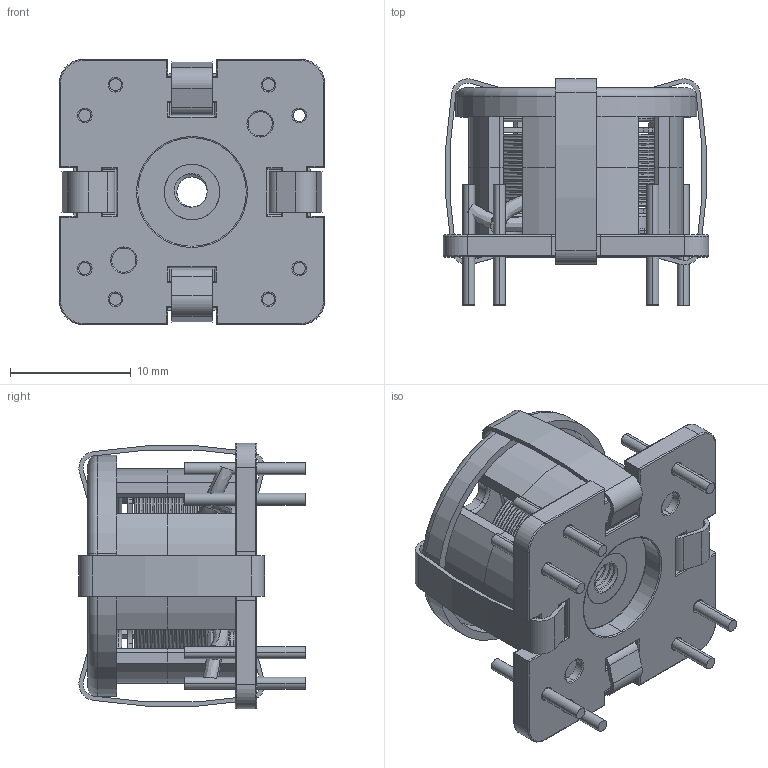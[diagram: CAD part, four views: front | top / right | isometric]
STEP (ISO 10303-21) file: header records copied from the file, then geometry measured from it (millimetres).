
FILE_DESCRIPTION (( 'STEP AP214' ), '1' );
FILE_NAME ('VTX-IND1.STEP', '2025-03-09T16:51:45', ( '' ), ( '' ), 'SwSTEP 2.0', 'SolidWorks 2024', '' );
FILE_SCHEMA (( 'AUTOMOTIVE_DESIGN' ));
Length unit declared in the file: millimetre
Products named in the file (16): VTX-IND1 Wire Green; VTX-IND1 Bottom Core; BB010; VTX-IND1 Board; VTX-IND1 Wire Orange; VTX-IND1 Wire White; VTX-IND1 Top Lid; VTX-IND1 Wire Red; VTX-IND1 Wire Grey; VTX-IND1; VTX-IND1 Top Core; VTX-IND1 Coil; VTX-IND1 Pin; VTX-IND1 Plastic Thread; VTX-IND1 Wire YELLOW; VTX-IND1 Clamp
Assembly tree (24 placements, depth 2):
  VTX-IND1
    VTX-IND1 Board
    VTX-IND1 Bottom Core
    VTX-IND1 Top Lid
    VTX-IND1 Top Core
    VTX-IND1 Pin  x7
    VTX-IND1 Plastic Thread
    BB010
    VTX-IND1 Coil
    VTX-IND1 Clamp  x4
    VTX-IND1 Wire Green
    VTX-IND1 Wire YELLOW
    VTX-IND1 Wire Red
    VTX-IND1 Wire Orange
    VTX-IND1 Wire Grey
    VTX-IND1 Wire White
Bounding box: 22 x 18.75 x 22 mm (x, y, z)
Volume: 2600.3 mm3; surface area: 6598 mm2
Topology: 43 solids, 43 shells, 679 faces, 1638 edges, 1016 vertices
Faces by surface type: cylinder 299, plane 205, torus 148, bspline 27
Entity records: 23990 total; most frequent: CARTESIAN_POINT 9663, DIRECTION 2978, ORIENTED_EDGE 2808, EDGE_CURVE 1404, AXIS2_PLACEMENT_3D 1201, VERTEX_POINT 860, EDGE_LOOP 630, CIRCLE 618
